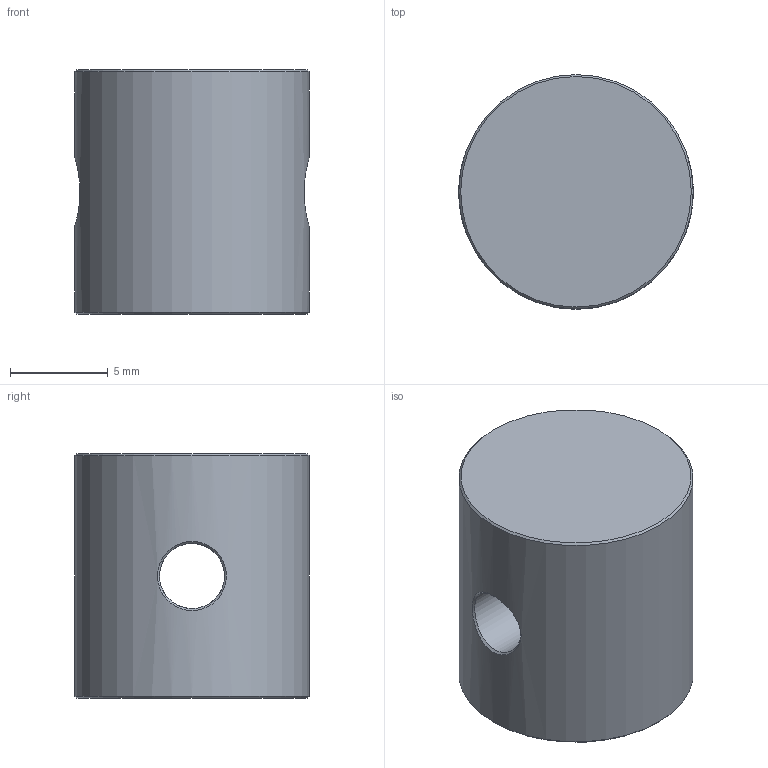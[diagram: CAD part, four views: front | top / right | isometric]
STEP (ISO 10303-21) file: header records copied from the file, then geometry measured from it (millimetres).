
FILE_DESCRIPTION(/* description */ (''),/* implementation_level */ '2;1');
FILE_NAME(/* name */ 'centerpiece_lever.step',/* time_stamp */ '2025-03-31T09:49:43+02:00',/* author */ (''),/* organization */ (''),/* preprocessor_version */ 'ST-DEVELOPER v20.1',/* originating_system */ 'Autodesk Translation Framework v14.4.0.0',/* authorisation */ '');
FILE_SCHEMA (('AUTOMOTIVE_DESIGN { 1 0 10303 214 3 1 1 }'));
Length unit declared in the file: millimetre
Products named in the file (1): centerpiece_lever
Bounding box: 12 x 12 x 12.5 mm (x, y, z)
Volume: 1309.7 mm3; surface area: 797.1 mm2
Topology: 1 solids, 1 shells, 8 faces, 18 edges, 11 vertices
Faces by surface type: bspline 2, cylinder 2, cone 2, plane 2
Full cylindrical faces by diameter (mm): 3.332 x1, 12 x1
Entity records: 477 total; most frequent: CARTESIAN_POINT 269, ORIENTED_EDGE 36, DIRECTION 29, EDGE_CURVE 18, VERTEX_POINT 11, AXIS2_PLACEMENT_3D 11, EDGE_LOOP 9, FACE_OUTER_BOUND 8
